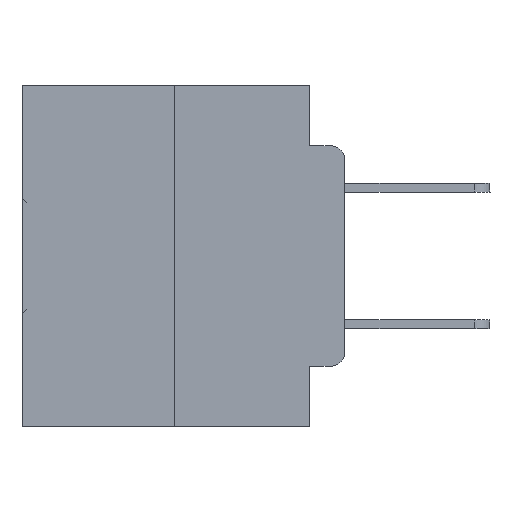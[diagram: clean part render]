
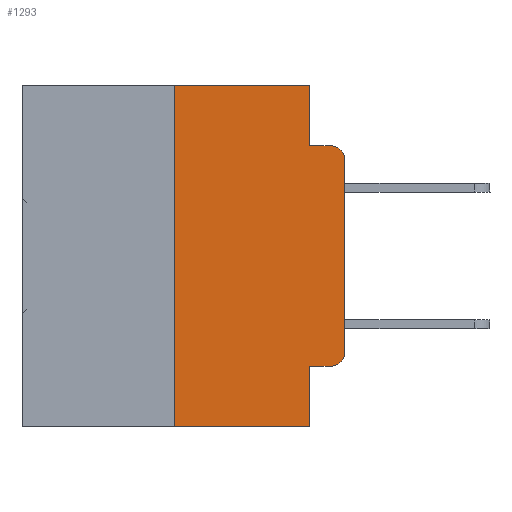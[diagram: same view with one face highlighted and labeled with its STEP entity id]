
A CAD part, left-side view. The second image highlights one B-rep face of the part: STEP entity #1293.
In plain terms, the highlighted planar face has unit normal (-1, 0, 0).
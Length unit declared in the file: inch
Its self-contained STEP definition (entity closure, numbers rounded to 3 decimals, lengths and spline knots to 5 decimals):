
#227 = AXIS2_PLACEMENT_3D ( 'NONE', #4639, #32359, #4530 ) ;
#318 = ORIENTED_EDGE ( 'NONE', *, *, #30169, .T. ) ;
#573 = VERTEX_POINT ( 'NONE', #3868 ) ;
#914 = DIRECTION ( 'NONE',  ( 0., -1., 0. ) ) ;
#1293 = ADVANCED_FACE ( 'NONE', ( #24665 ), #14729, .F. ) ;
#1953 = ORIENTED_EDGE ( 'NONE', *, *, #14228, .F. ) ;
#3325 = CARTESIAN_POINT ( 'NONE',  ( 0., 0.051, -0.0885 ) ) ;
#3449 = CARTESIAN_POINT ( 'NONE',  ( 0., 0.02, -0.1085 ) ) ;
#3858 = VERTEX_POINT ( 'NONE', #7959 ) ;
#3868 = CARTESIAN_POINT ( 'NONE',  ( 0., 0.051, -0.5 ) ) ;
#4018 = VERTEX_POINT ( 'NONE', #10988 ) ;
#4530 = DIRECTION ( 'NONE',  ( 0., 0., -1. ) ) ;
#4639 = CARTESIAN_POINT ( 'NONE',  ( 0., 0.473, 0. ) ) ;
#4675 = VECTOR ( 'NONE', #15581, 39.37008 ) ;
#5998 = DIRECTION ( 'NONE',  ( -1., 0., 0. ) ) ;
#6923 = ORIENTED_EDGE ( 'NONE', *, *, #30405, .T. ) ;
#7120 = CARTESIAN_POINT ( 'NONE',  ( 0., 0.051, -0.0885 ) ) ;
#7242 = ORIENTED_EDGE ( 'NONE', *, *, #12806, .F. ) ;
#7959 = CARTESIAN_POINT ( 'NONE',  ( 0., 0.051, 0. ) ) ;
#8422 = DIRECTION ( 'NONE',  ( -1., 0., 0. ) ) ;
#8522 = DIRECTION ( 'NONE',  ( 0., 0., -1. ) ) ;
#8832 = CIRCLE ( 'NONE', #20466, 0.02 ) ;
#8847 = VECTOR ( 'NONE', #15657, 39.37008 ) ;
#9983 = VECTOR ( 'NONE', #26925, 39.37008 ) ;
#10055 = CARTESIAN_POINT ( 'NONE',  ( 0., 0., -0.3915 ) ) ;
#10988 = CARTESIAN_POINT ( 'NONE',  ( 0., 0., -0.1085 ) ) ;
#11077 = EDGE_CURVE ( 'NONE', #29198, #3858, #19609, .T. ) ;
#11542 = LINE ( 'NONE', #11750, #9983 ) ;
#11750 = CARTESIAN_POINT ( 'NONE',  ( 0., 0., 0. ) ) ;
#12192 = LINE ( 'NONE', #30661, #4675 ) ;
#12234 = VECTOR ( 'NONE', #23870, 39.37008 ) ;
#12446 = VERTEX_POINT ( 'NONE', #29407 ) ;
#12806 = EDGE_CURVE ( 'NONE', #16456, #29198, #14324, .T. ) ;
#12966 = DIRECTION ( 'NONE',  ( 0., -1., 0. ) ) ;
#13412 = LINE ( 'NONE', #7120, #16995 ) ;
#14047 = VECTOR ( 'NONE', #12966, 39.37008 ) ;
#14228 = EDGE_CURVE ( 'NONE', #3858, #28992, #31210, .T. ) ;
#14324 = LINE ( 'NONE', #30259, #21916 ) ;
#14698 = EDGE_CURVE ( 'NONE', #28992, #12446, #13412, .T. ) ;
#14729 = PLANE ( 'NONE',  #227 ) ;
#15093 = EDGE_LOOP ( 'NONE', ( #21938, #22257, #28528, #1953, #23671, #7242, #6923, #18774, #318, #30305 ) ) ;
#15450 = CARTESIAN_POINT ( 'NONE',  ( 0., 0.051, -0.4115 ) ) ;
#15581 = DIRECTION ( 'NONE',  ( 0., 0., -1. ) ) ;
#15657 = DIRECTION ( 'NONE',  ( 0., -1., 0. ) ) ;
#16103 = CARTESIAN_POINT ( 'NONE',  ( 0., 0.473, -0.5 ) ) ;
#16456 = VERTEX_POINT ( 'NONE', #23524 ) ;
#16523 = EDGE_CURVE ( 'NONE', #17648, #20652, #18742, .T. ) ;
#16832 = CARTESIAN_POINT ( 'NONE',  ( 0., 0.25, 0. ) ) ;
#16995 = VECTOR ( 'NONE', #19591, 39.37008 ) ;
#17648 = VERTEX_POINT ( 'NONE', #23000 ) ;
#18306 = CARTESIAN_POINT ( 'NONE',  ( 0., 0.473, 0. ) ) ;
#18742 = CIRCLE ( 'NONE', #22661, 0.02 ) ;
#18774 = ORIENTED_EDGE ( 'NONE', *, *, #27064, .F. ) ;
#19591 = DIRECTION ( 'NONE',  ( 0., -1., 0. ) ) ;
#19609 = LINE ( 'NONE', #18306, #8847 ) ;
#20073 = CARTESIAN_POINT ( 'NONE',  ( 0., 0.051, -0.4115 ) ) ;
#20466 = AXIS2_PLACEMENT_3D ( 'NONE', #3449, #5998, #23615 ) ;
#20652 = VERTEX_POINT ( 'NONE', #10055 ) ;
#20788 = LINE ( 'NONE', #16103, #28651 ) ;
#20816 = LINE ( 'NONE', #15450, #14047 ) ;
#21352 = CARTESIAN_POINT ( 'NONE',  ( 0., 0.051, 0. ) ) ;
#21660 = CARTESIAN_POINT ( 'NONE',  ( 0., 0.02, -0.3915 ) ) ;
#21916 = VECTOR ( 'NONE', #25005, 39.37008 ) ;
#21938 = ORIENTED_EDGE ( 'NONE', *, *, #25574, .T. ) ;
#22257 = ORIENTED_EDGE ( 'NONE', *, *, #30326, .T. ) ;
#22661 = AXIS2_PLACEMENT_3D ( 'NONE', #21660, #8422, #8522 ) ;
#23000 = CARTESIAN_POINT ( 'NONE',  ( 0., 0.02, -0.4115 ) ) ;
#23524 = CARTESIAN_POINT ( 'NONE',  ( 0., 0.25, -0.5 ) ) ;
#23615 = DIRECTION ( 'NONE',  ( 0., 0., -1. ) ) ;
#23671 = ORIENTED_EDGE ( 'NONE', *, *, #11077, .F. ) ;
#23870 = DIRECTION ( 'NONE',  ( 0., 0., -1. ) ) ;
#24665 = FACE_OUTER_BOUND ( 'NONE', #15093, .T. ) ;
#25005 = DIRECTION ( 'NONE',  ( 0., 0., 1. ) ) ;
#25574 = EDGE_CURVE ( 'NONE', #20652, #4018, #11542, .T. ) ;
#26925 = DIRECTION ( 'NONE',  ( 0., 0., 1. ) ) ;
#27064 = EDGE_CURVE ( 'NONE', #30803, #573, #12192, .T. ) ;
#28528 = ORIENTED_EDGE ( 'NONE', *, *, #14698, .F. ) ;
#28651 = VECTOR ( 'NONE', #914, 39.37008 ) ;
#28992 = VERTEX_POINT ( 'NONE', #3325 ) ;
#29198 = VERTEX_POINT ( 'NONE', #16832 ) ;
#29407 = CARTESIAN_POINT ( 'NONE',  ( 0., 0.02, -0.0885 ) ) ;
#30169 = EDGE_CURVE ( 'NONE', #30803, #17648, #20816, .T. ) ;
#30259 = CARTESIAN_POINT ( 'NONE',  ( 0., 0.25, 0. ) ) ;
#30305 = ORIENTED_EDGE ( 'NONE', *, *, #16523, .T. ) ;
#30326 = EDGE_CURVE ( 'NONE', #4018, #12446, #8832, .T. ) ;
#30405 = EDGE_CURVE ( 'NONE', #16456, #573, #20788, .T. ) ;
#30661 = CARTESIAN_POINT ( 'NONE',  ( 0., 0.051, 0. ) ) ;
#30803 = VERTEX_POINT ( 'NONE', #20073 ) ;
#31210 = LINE ( 'NONE', #21352, #12234 ) ;
#32359 = DIRECTION ( 'NONE',  ( 1., 0., 0. ) ) ;
